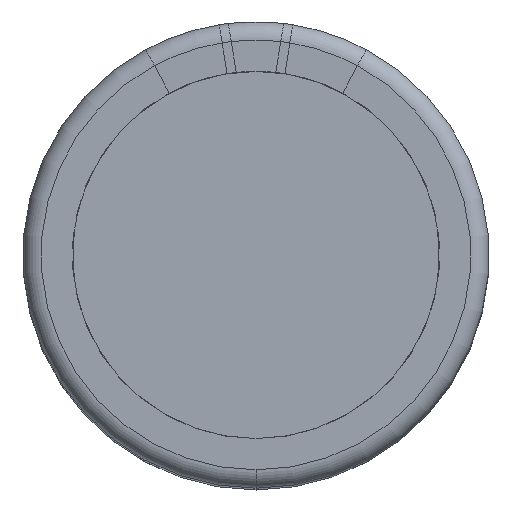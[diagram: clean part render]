
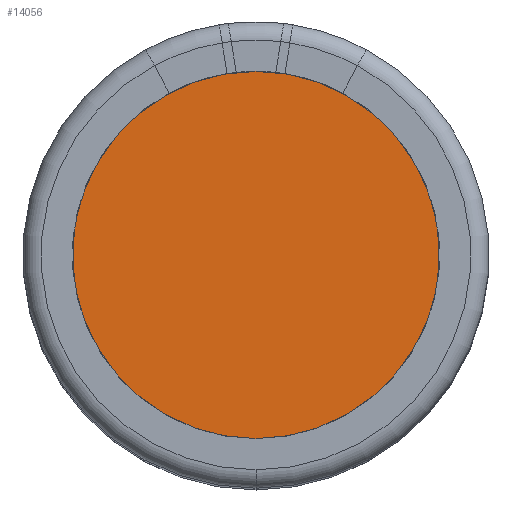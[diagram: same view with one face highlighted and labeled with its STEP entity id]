
A CAD part, top view. The second image highlights one B-rep face of the part: STEP entity #14056.
In plain terms, the highlighted planar face has unit normal (0, 0, 1).
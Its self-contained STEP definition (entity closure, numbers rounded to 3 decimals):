
#6060 = VERTEX_POINT('',#6061);
#6061 = CARTESIAN_POINT('',(0.,2.,12.));
#6070 = CYLINDRICAL_SURFACE('',#6071,2.);
#6071 = AXIS2_PLACEMENT_3D('',#6072,#6073,#6074);
#6072 = CARTESIAN_POINT('',(0.,0.,12.)
  );
#6073 = DIRECTION('',(0.,0.,1.));
#6074 = DIRECTION('',(0.,1.,0.));
#6104 = CYLINDRICAL_SURFACE('',#6105,2.);
#6105 = AXIS2_PLACEMENT_3D('',#6106,#6107,#6108);
#6106 = CARTESIAN_POINT('',(0.,0.,12.)
  );
#6107 = DIRECTION('',(0.,0.,1.));
#6108 = DIRECTION('',(0.,1.,0.));
#6343 = VERTEX_POINT('',#6344);
#6344 = CARTESIAN_POINT('',(0.,-2.,12.));
#6409 = EDGE_CURVE('',#6343,#6060,#6410,.T.);
#6410 = SURFACE_CURVE('',#6411,(#6416,#6445),.PCURVE_S1.);
#6411 = CIRCLE('',#6412,2.);
#6412 = AXIS2_PLACEMENT_3D('',#6413,#6414,#6415);
#6413 = CARTESIAN_POINT('',(0.,0.,12.)
  );
#6414 = DIRECTION('',(0.,0.,1.));
#6415 = DIRECTION('',(0.,1.,0.));
#6416 = PCURVE('',#6070,#6417);
#6417 = DEFINITIONAL_REPRESENTATION('',(#6418),#6444);
#6418 = B_SPLINE_CURVE_WITH_KNOTS('',3,(#6419,#6420,#6421,#6422,#6423,
    #6424,#6425,#6426,#6427,#6428,#6429,#6430,#6431,#6432,#6433,#6434,
    #6435,#6436,#6437,#6438,#6439,#6440,#6441,#6442,#6443),
  .UNSPECIFIED.,.F.,.F.,(4,1,1,1,1,1,1,1,1,1,1,1,1,1,1,1,1,1,1,1,1,1,4),
  (3.142,3.284,3.427,3.57,
    3.713,3.856,3.998,4.141,
    4.284,4.427,4.57,4.712,
    4.855,4.998,5.141,5.284,
    5.426,5.569,5.712,5.855,
    5.998,6.14,6.283),.QUASI_UNIFORM_KNOTS.);
#6419 = CARTESIAN_POINT('',(3.142,0.));
#6420 = CARTESIAN_POINT('',(3.189,0.));
#6421 = CARTESIAN_POINT('',(3.284,0.));
#6422 = CARTESIAN_POINT('',(3.427,0.));
#6423 = CARTESIAN_POINT('',(3.57,0.));
#6424 = CARTESIAN_POINT('',(3.713,0.));
#6425 = CARTESIAN_POINT('',(3.856,0.));
#6426 = CARTESIAN_POINT('',(3.998,0.));
#6427 = CARTESIAN_POINT('',(4.141,0.));
#6428 = CARTESIAN_POINT('',(4.284,0.));
#6429 = CARTESIAN_POINT('',(4.427,0.));
#6430 = CARTESIAN_POINT('',(4.57,0.));
#6431 = CARTESIAN_POINT('',(4.712,0.));
#6432 = CARTESIAN_POINT('',(4.855,0.));
#6433 = CARTESIAN_POINT('',(4.998,0.));
#6434 = CARTESIAN_POINT('',(5.141,0.));
#6435 = CARTESIAN_POINT('',(5.284,0.));
#6436 = CARTESIAN_POINT('',(5.426,0.));
#6437 = CARTESIAN_POINT('',(5.569,0.));
#6438 = CARTESIAN_POINT('',(5.712,0.));
#6439 = CARTESIAN_POINT('',(5.855,0.));
#6440 = CARTESIAN_POINT('',(5.998,0.));
#6441 = CARTESIAN_POINT('',(6.14,0.));
#6442 = CARTESIAN_POINT('',(6.236,0.));
#6443 = CARTESIAN_POINT('',(6.283,0.));
#6444 = ( GEOMETRIC_REPRESENTATION_CONTEXT(2) 
PARAMETRIC_REPRESENTATION_CONTEXT() REPRESENTATION_CONTEXT('2D SPACE',''
  ) );
#6445 = PCURVE('',#6446,#6451);
#6446 = PLANE('',#6447);
#6447 = AXIS2_PLACEMENT_3D('',#6448,#6449,#6450);
#6448 = CARTESIAN_POINT('',(0.,0.,12.)
  );
#6449 = DIRECTION('',(0.,0.,1.));
#6450 = DIRECTION('',(0.,1.,0.));
#6451 = DEFINITIONAL_REPRESENTATION('',(#6452),#6456);
#6452 = CIRCLE('',#6453,2.);
#6453 = AXIS2_PLACEMENT_2D('',#6454,#6455);
#6454 = CARTESIAN_POINT('',(0.,0.));
#6455 = DIRECTION('',(1.,0.));
#6456 = ( GEOMETRIC_REPRESENTATION_CONTEXT(2) 
PARAMETRIC_REPRESENTATION_CONTEXT() REPRESENTATION_CONTEXT('2D SPACE',''
  ) );
#14012 = EDGE_CURVE('',#6060,#6343,#14013,.T.);
#14013 = SURFACE_CURVE('',#14014,(#14019,#14048),.PCURVE_S1.);
#14014 = CIRCLE('',#14015,2.);
#14015 = AXIS2_PLACEMENT_3D('',#14016,#14017,#14018);
#14016 = CARTESIAN_POINT('',(0.,0.,12.)
  );
#14017 = DIRECTION('',(0.,0.,1.));
#14018 = DIRECTION('',(0.,1.,0.));
#14019 = PCURVE('',#6104,#14020);
#14020 = DEFINITIONAL_REPRESENTATION('',(#14021),#14047);
#14021 = B_SPLINE_CURVE_WITH_KNOTS('',3,(#14022,#14023,#14024,#14025,
    #14026,#14027,#14028,#14029,#14030,#14031,#14032,#14033,#14034,
    #14035,#14036,#14037,#14038,#14039,#14040,#14041,#14042,#14043,
    #14044,#14045,#14046),.UNSPECIFIED.,.F.,.F.,(4,1,1,1,1,1,1,1,1,1,1,1
    ,1,1,1,1,1,1,1,1,1,1,4),(0.,0.143,0.286,
    0.428,0.571,0.714,0.857,
    1.,1.142,1.285,1.428,
    1.571,1.714,1.856,1.999,
    2.142,2.285,2.428,2.57,
    2.713,2.856,2.999,3.142),
  .QUASI_UNIFORM_KNOTS.);
#14022 = CARTESIAN_POINT('',(0.,0.));
#14023 = CARTESIAN_POINT('',(0.048,0.));
#14024 = CARTESIAN_POINT('',(0.143,0.));
#14025 = CARTESIAN_POINT('',(0.286,0.));
#14026 = CARTESIAN_POINT('',(0.428,0.));
#14027 = CARTESIAN_POINT('',(0.571,0.));
#14028 = CARTESIAN_POINT('',(0.714,0.));
#14029 = CARTESIAN_POINT('',(0.857,0.));
#14030 = CARTESIAN_POINT('',(1.,0.));
#14031 = CARTESIAN_POINT('',(1.142,0.));
#14032 = CARTESIAN_POINT('',(1.285,0.));
#14033 = CARTESIAN_POINT('',(1.428,0.));
#14034 = CARTESIAN_POINT('',(1.571,0.));
#14035 = CARTESIAN_POINT('',(1.714,0.));
#14036 = CARTESIAN_POINT('',(1.856,0.));
#14037 = CARTESIAN_POINT('',(1.999,0.));
#14038 = CARTESIAN_POINT('',(2.142,0.));
#14039 = CARTESIAN_POINT('',(2.285,0.));
#14040 = CARTESIAN_POINT('',(2.428,0.));
#14041 = CARTESIAN_POINT('',(2.57,0.));
#14042 = CARTESIAN_POINT('',(2.713,0.));
#14043 = CARTESIAN_POINT('',(2.856,0.));
#14044 = CARTESIAN_POINT('',(2.999,0.));
#14045 = CARTESIAN_POINT('',(3.094,0.));
#14046 = CARTESIAN_POINT('',(3.142,0.));
#14047 = ( GEOMETRIC_REPRESENTATION_CONTEXT(2) 
PARAMETRIC_REPRESENTATION_CONTEXT() REPRESENTATION_CONTEXT('2D SPACE',''
  ) );
#14048 = PCURVE('',#6446,#14049);
#14049 = DEFINITIONAL_REPRESENTATION('',(#14050),#14054);
#14050 = CIRCLE('',#14051,2.);
#14051 = AXIS2_PLACEMENT_2D('',#14052,#14053);
#14052 = CARTESIAN_POINT('',(0.,0.));
#14053 = DIRECTION('',(1.,0.));
#14054 = ( GEOMETRIC_REPRESENTATION_CONTEXT(2) 
PARAMETRIC_REPRESENTATION_CONTEXT() REPRESENTATION_CONTEXT('2D SPACE',''
  ) );
#14056 = ADVANCED_FACE('',(#14057),#6446,.T.);
#14057 = FACE_BOUND('',#14058,.T.);
#14058 = EDGE_LOOP('',(#14059,#14060));
#14059 = ORIENTED_EDGE('',*,*,#14012,.T.);
#14060 = ORIENTED_EDGE('',*,*,#6409,.T.);
